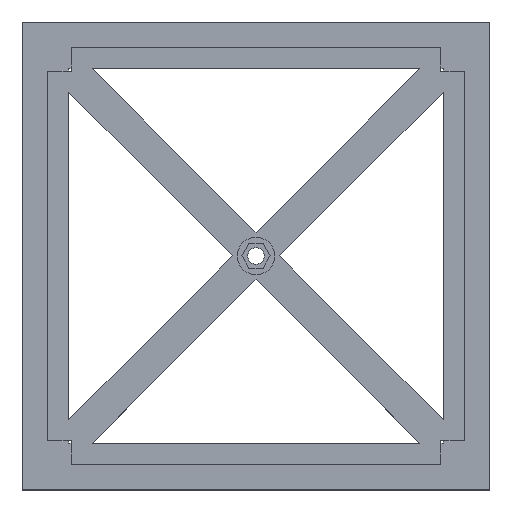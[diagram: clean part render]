
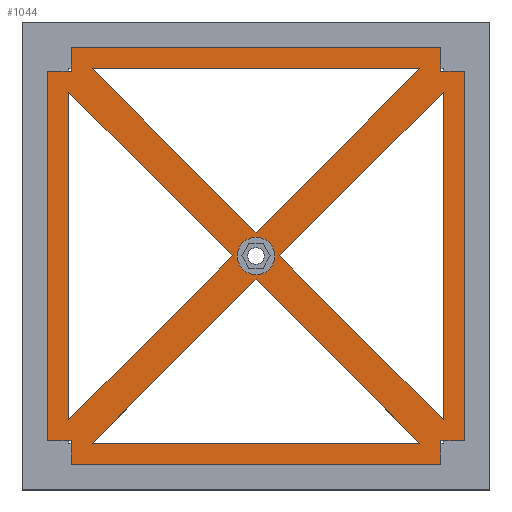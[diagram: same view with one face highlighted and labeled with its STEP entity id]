
A CAD part, top view. The second image highlights one B-rep face of the part: STEP entity #1044.
In plain terms, the highlighted planar face has unit normal (0, 0, 1).
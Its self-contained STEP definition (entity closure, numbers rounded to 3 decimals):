
#381 = VERTEX_POINT('',#382);
#382 = CARTESIAN_POINT('',(-40.,35.,10.));
#388 = EDGE_CURVE('',#381,#389,#391,.T.);
#389 = VERTEX_POINT('',#390);
#390 = CARTESIAN_POINT('',(-40.,-35.,10.));
#391 = LINE('',#392,#393);
#392 = CARTESIAN_POINT('',(-40.,35.,10.));
#393 = VECTOR('',#394,1.);
#394 = DIRECTION('',(0.,-1.,0.));
#437 = VERTEX_POINT('',#438);
#438 = CARTESIAN_POINT('',(-35.,-40.,10.));
#444 = EDGE_CURVE('',#445,#437,#447,.T.);
#445 = VERTEX_POINT('',#446);
#446 = CARTESIAN_POINT('',(35.,-40.,10.));
#447 = LINE('',#448,#449);
#448 = CARTESIAN_POINT('',(35.,-40.,10.));
#449 = VECTOR('',#450,1.);
#450 = DIRECTION('',(-1.,0.,0.));
#493 = VERTEX_POINT('',#494);
#494 = CARTESIAN_POINT('',(40.,-35.,10.));
#500 = EDGE_CURVE('',#501,#493,#503,.T.);
#501 = VERTEX_POINT('',#502);
#502 = CARTESIAN_POINT('',(40.,35.,10.));
#503 = LINE('',#504,#505);
#504 = CARTESIAN_POINT('',(40.,35.,10.));
#505 = VECTOR('',#506,1.);
#506 = DIRECTION('',(0.,-1.,0.));
#549 = VERTEX_POINT('',#550);
#550 = CARTESIAN_POINT('',(35.,40.,10.));
#556 = EDGE_CURVE('',#557,#549,#559,.T.);
#557 = VERTEX_POINT('',#558);
#558 = CARTESIAN_POINT('',(-35.,40.,10.));
#559 = LINE('',#560,#561);
#560 = CARTESIAN_POINT('',(-35.,40.,10.));
#561 = VECTOR('',#562,1.);
#562 = DIRECTION('',(1.,0.,0.));
#592 = VERTEX_POINT('',#593);
#593 = CARTESIAN_POINT('',(-39.5,39.5,10.));
#599 = EDGE_CURVE('',#592,#600,#602,.T.);
#600 = VERTEX_POINT('',#601);
#601 = CARTESIAN_POINT('',(-44.5,39.5,10.));
#602 = LINE('',#603,#604);
#603 = CARTESIAN_POINT('',(-39.5,39.5,10.));
#604 = VECTOR('',#605,1.);
#605 = DIRECTION('',(-1.,0.,0.));
#629 = EDGE_CURVE('',#600,#630,#632,.T.);
#630 = VERTEX_POINT('',#631);
#631 = CARTESIAN_POINT('',(-44.5,-39.5,10.));
#632 = LINE('',#633,#634);
#633 = CARTESIAN_POINT('',(-44.5,39.5,10.));
#634 = VECTOR('',#635,1.);
#635 = DIRECTION('',(0.,-1.,0.));
#653 = EDGE_CURVE('',#630,#654,#656,.T.);
#654 = VERTEX_POINT('',#655);
#655 = CARTESIAN_POINT('',(-39.5,-39.5,10.));
#656 = LINE('',#657,#658);
#657 = CARTESIAN_POINT('',(-44.5,-39.5,10.));
#658 = VECTOR('',#659,1.);
#659 = DIRECTION('',(1.,0.,0.));
#685 = EDGE_CURVE('',#654,#686,#688,.T.);
#686 = VERTEX_POINT('',#687);
#687 = CARTESIAN_POINT('',(-39.5,-44.5,10.));
#688 = LINE('',#689,#690);
#689 = CARTESIAN_POINT('',(-39.5,-39.5,10.));
#690 = VECTOR('',#691,1.);
#691 = DIRECTION('',(0.,-1.,0.));
#715 = EDGE_CURVE('',#686,#716,#718,.T.);
#716 = VERTEX_POINT('',#717);
#717 = CARTESIAN_POINT('',(39.5,-44.5,10.));
#718 = LINE('',#719,#720);
#719 = CARTESIAN_POINT('',(-39.5,-44.5,10.));
#720 = VECTOR('',#721,1.);
#721 = DIRECTION('',(1.,0.,0.));
#739 = EDGE_CURVE('',#716,#740,#742,.T.);
#740 = VERTEX_POINT('',#741);
#741 = CARTESIAN_POINT('',(39.5,-39.5,10.));
#742 = LINE('',#743,#744);
#743 = CARTESIAN_POINT('',(39.5,-44.5,10.));
#744 = VECTOR('',#745,1.);
#745 = DIRECTION('',(0.,1.,0.));
#771 = VERTEX_POINT('',#772);
#772 = CARTESIAN_POINT('',(44.5,-39.5,10.));
#778 = EDGE_CURVE('',#771,#740,#779,.T.);
#779 = LINE('',#780,#781);
#780 = CARTESIAN_POINT('',(44.5,-39.5,10.));
#781 = VECTOR('',#782,1.);
#782 = DIRECTION('',(-1.,0.,0.));
#801 = EDGE_CURVE('',#771,#802,#804,.T.);
#802 = VERTEX_POINT('',#803);
#803 = CARTESIAN_POINT('',(44.5,39.5,10.));
#804 = LINE('',#805,#806);
#805 = CARTESIAN_POINT('',(44.5,-39.5,10.));
#806 = VECTOR('',#807,1.);
#807 = DIRECTION('',(0.,1.,0.));
#827 = VERTEX_POINT('',#828);
#828 = CARTESIAN_POINT('',(39.5,39.5,10.));
#834 = EDGE_CURVE('',#827,#802,#835,.T.);
#835 = LINE('',#836,#837);
#836 = CARTESIAN_POINT('',(39.5,39.5,10.));
#837 = VECTOR('',#838,1.);
#838 = DIRECTION('',(1.,0.,0.));
#857 = VERTEX_POINT('',#858);
#858 = CARTESIAN_POINT('',(39.5,44.5,10.));
#864 = EDGE_CURVE('',#857,#827,#865,.T.);
#865 = LINE('',#866,#867);
#866 = CARTESIAN_POINT('',(39.5,44.5,10.));
#867 = VECTOR('',#868,1.);
#868 = DIRECTION('',(0.,-1.,0.));
#887 = EDGE_CURVE('',#857,#888,#890,.T.);
#888 = VERTEX_POINT('',#889);
#889 = CARTESIAN_POINT('',(-39.5,44.5,10.));
#890 = LINE('',#891,#892);
#891 = CARTESIAN_POINT('',(39.5,44.5,10.));
#892 = VECTOR('',#893,1.);
#893 = DIRECTION('',(-1.,0.,0.));
#911 = EDGE_CURVE('',#592,#888,#912,.T.);
#912 = LINE('',#913,#914);
#913 = CARTESIAN_POINT('',(-39.5,39.5,10.));
#914 = VECTOR('',#915,1.);
#915 = DIRECTION('',(0.,1.,0.));
#1025 = EDGE_CURVE('',#381,#1026,#1028,.T.);
#1026 = VERTEX_POINT('',#1027);
#1027 = CARTESIAN_POINT('',(-5.,0.,10.));
#1028 = LINE('',#1029,#1030);
#1029 = CARTESIAN_POINT('',(-40.,35.,10.));
#1030 = VECTOR('',#1031,1.);
#1031 = DIRECTION('',(0.707,-0.707,0.));
#1044 = ADVANCED_FACE('',(#1045,#1059,#1076,#1093,#1104,#1121),#1131,.T.
  );
#1045 = FACE_BOUND('',#1046,.T.);
#1046 = EDGE_LOOP('',(#1047,#1048,#1049,#1050,#1051,#1052,#1053,#1054,
    #1055,#1056,#1057,#1058));
#1047 = ORIENTED_EDGE('',*,*,#887,.T.);
#1048 = ORIENTED_EDGE('',*,*,#911,.F.);
#1049 = ORIENTED_EDGE('',*,*,#599,.T.);
#1050 = ORIENTED_EDGE('',*,*,#629,.T.);
#1051 = ORIENTED_EDGE('',*,*,#653,.T.);
#1052 = ORIENTED_EDGE('',*,*,#685,.T.);
#1053 = ORIENTED_EDGE('',*,*,#715,.T.);
#1054 = ORIENTED_EDGE('',*,*,#739,.T.);
#1055 = ORIENTED_EDGE('',*,*,#778,.F.);
#1056 = ORIENTED_EDGE('',*,*,#801,.T.);
#1057 = ORIENTED_EDGE('',*,*,#834,.F.);
#1058 = ORIENTED_EDGE('',*,*,#864,.F.);
#1059 = FACE_BOUND('',#1060,.T.);
#1060 = EDGE_LOOP('',(#1061,#1069,#1070));
#1061 = ORIENTED_EDGE('',*,*,#1062,.T.);
#1062 = EDGE_CURVE('',#1063,#445,#1065,.T.);
#1063 = VERTEX_POINT('',#1064);
#1064 = CARTESIAN_POINT('',(0.,-5.,10.));
#1065 = LINE('',#1066,#1067);
#1066 = CARTESIAN_POINT('',(0.,-5.,10.));
#1067 = VECTOR('',#1068,1.);
#1068 = DIRECTION('',(0.707,-0.707,0.));
#1069 = ORIENTED_EDGE('',*,*,#444,.T.);
#1070 = ORIENTED_EDGE('',*,*,#1071,.F.);
#1071 = EDGE_CURVE('',#1063,#437,#1072,.T.);
#1072 = LINE('',#1073,#1074);
#1073 = CARTESIAN_POINT('',(0.,-5.,10.));
#1074 = VECTOR('',#1075,1.);
#1075 = DIRECTION('',(-0.707,-0.707,0.));
#1076 = FACE_BOUND('',#1077,.T.);
#1077 = EDGE_LOOP('',(#1078,#1086,#1087));
#1078 = ORIENTED_EDGE('',*,*,#1079,.T.);
#1079 = EDGE_CURVE('',#1080,#501,#1082,.T.);
#1080 = VERTEX_POINT('',#1081);
#1081 = CARTESIAN_POINT('',(5.,0.,10.));
#1082 = LINE('',#1083,#1084);
#1083 = CARTESIAN_POINT('',(5.,0.,10.));
#1084 = VECTOR('',#1085,1.);
#1085 = DIRECTION('',(0.707,0.707,0.));
#1086 = ORIENTED_EDGE('',*,*,#500,.T.);
#1087 = ORIENTED_EDGE('',*,*,#1088,.F.);
#1088 = EDGE_CURVE('',#1080,#493,#1089,.T.);
#1089 = LINE('',#1090,#1091);
#1090 = CARTESIAN_POINT('',(5.,0.,10.));
#1091 = VECTOR('',#1092,1.);
#1092 = DIRECTION('',(0.707,-0.707,0.));
#1093 = FACE_BOUND('',#1094,.T.);
#1094 = EDGE_LOOP('',(#1095));
#1095 = ORIENTED_EDGE('',*,*,#1096,.F.);
#1096 = EDGE_CURVE('',#1097,#1097,#1099,.T.);
#1097 = VERTEX_POINT('',#1098);
#1098 = CARTESIAN_POINT('',(4.,0.,10.));
#1099 = CIRCLE('',#1100,4.);
#1100 = AXIS2_PLACEMENT_3D('',#1101,#1102,#1103);
#1101 = CARTESIAN_POINT('',(0.,0.,10.)
  );
#1102 = DIRECTION('',(0.,0.,1.));
#1103 = DIRECTION('',(1.,0.,0.));
#1104 = FACE_BOUND('',#1105,.T.);
#1105 = EDGE_LOOP('',(#1106,#1114,#1115));
#1106 = ORIENTED_EDGE('',*,*,#1107,.F.);
#1107 = EDGE_CURVE('',#557,#1108,#1110,.T.);
#1108 = VERTEX_POINT('',#1109);
#1109 = CARTESIAN_POINT('',(0.,5.,10.));
#1110 = LINE('',#1111,#1112);
#1111 = CARTESIAN_POINT('',(-35.,40.,10.));
#1112 = VECTOR('',#1113,1.);
#1113 = DIRECTION('',(0.707,-0.707,0.));
#1114 = ORIENTED_EDGE('',*,*,#556,.T.);
#1115 = ORIENTED_EDGE('',*,*,#1116,.F.);
#1116 = EDGE_CURVE('',#1108,#549,#1117,.T.);
#1117 = LINE('',#1118,#1119);
#1118 = CARTESIAN_POINT('',(0.,5.,10.));
#1119 = VECTOR('',#1120,1.);
#1120 = DIRECTION('',(0.707,0.707,0.));
#1121 = FACE_BOUND('',#1122,.T.);
#1122 = EDGE_LOOP('',(#1123,#1124,#1130));
#1123 = ORIENTED_EDGE('',*,*,#1025,.T.);
#1124 = ORIENTED_EDGE('',*,*,#1125,.T.);
#1125 = EDGE_CURVE('',#1026,#389,#1126,.T.);
#1126 = LINE('',#1127,#1128);
#1127 = CARTESIAN_POINT('',(-5.,0.,10.));
#1128 = VECTOR('',#1129,1.);
#1129 = DIRECTION('',(-0.707,-0.707,0.));
#1130 = ORIENTED_EDGE('',*,*,#388,.F.);
#1131 = PLANE('',#1132);
#1132 = AXIS2_PLACEMENT_3D('',#1133,#1134,#1135);
#1133 = CARTESIAN_POINT('',(0.,0.,10.)
  );
#1134 = DIRECTION('',(0.,0.,1.));
#1135 = DIRECTION('',(0.,1.,0.));
